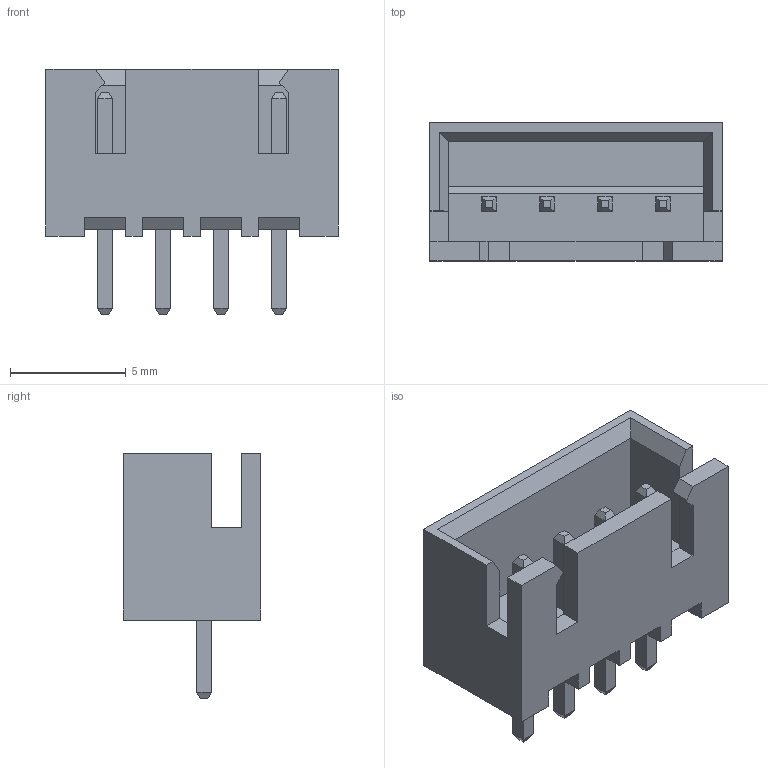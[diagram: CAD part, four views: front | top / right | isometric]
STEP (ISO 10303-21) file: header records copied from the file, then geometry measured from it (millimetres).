
FILE_DESCRIPTION(('STEP AP214'), '1');
FILE_NAME('DS1069-2MVW6X', '2018-05-09T00:07:13', ('Nobody'), (''), 'ASCON STEP Converter 1.3', 'ASCON Math Kernel', '');
FILE_SCHEMA(('AUTOMOTIVE_DESIGN { 1 0 10303 214 3 1 1}'));
Length unit declared in the file: millimetre
Assembly tree (5 placements, depth 2):
  (unnamed)
    (unnamed)
    (unnamed)  x4
Bounding box: 12.6 x 5.95 x 10.6 mm (x, y, z)
Volume: 279.4 mm3; surface area: 666.8 mm2
Topology: 5 solids, 5 shells, 115 faces, 281 edges, 176 vertices
Faces by surface type: plane 115
Entity records: 3042 total; most frequent: CARTESIAN_POINT 404, ORIENTED_EDGE 394, DIRECTION 355, EDGE_CURVE 197, LINE 197, VECTOR 197, VERTEX_POINT 128, AXIS2_PLACEMENT_3D 79
